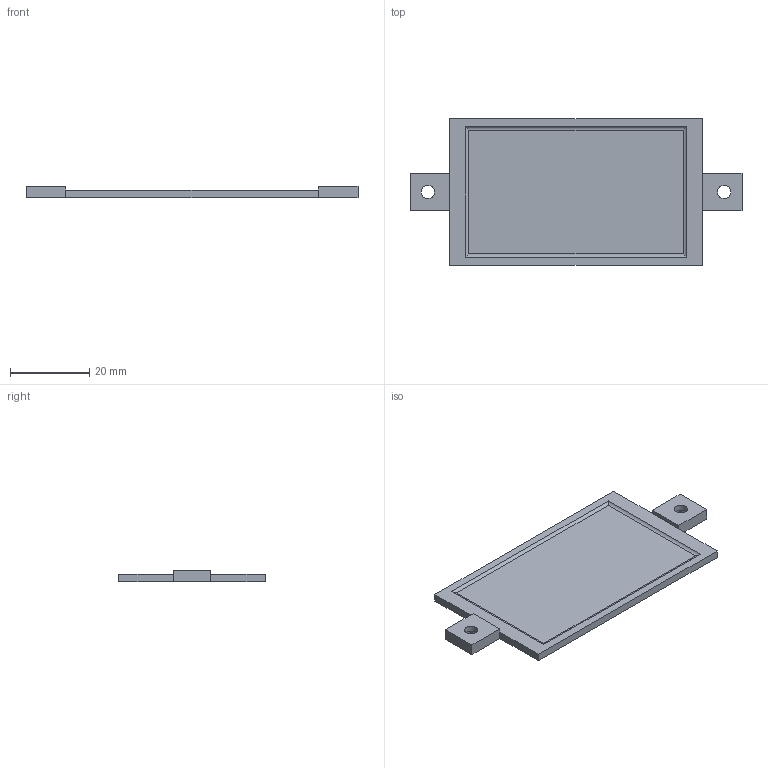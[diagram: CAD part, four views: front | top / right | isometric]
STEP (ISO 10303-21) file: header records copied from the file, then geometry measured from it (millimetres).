
FILE_DESCRIPTION(/* description */ (''),/* implementation_level */ '2;1');
FILE_NAME(/* name */ '',/* time_stamp */ '2025-10-14T10:00:18+08:00',/* author */ (''),/* organization */ (''),/* preprocessor_version */ 'ST-DEVELOPER v20.1',/* originating_system */ 'Autodesk Translation Framework v14.17.0.0',/* authorisation */ '');
FILE_SCHEMA (('AUTOMOTIVE_DESIGN { 1 0 10303 214 3 1 1 }'));
Length unit declared in the file: millimetre
Products named in the file (1): 电池盖
Bounding box: 84 x 37 x 3 mm (x, y, z)
Volume: 4292.9 mm3; surface area: 5762.9 mm2
Topology: 1 solids, 1 shells, 29 faces, 68 edges, 44 vertices
Faces by surface type: plane 21, cylinder 8
Full cylindrical faces by diameter (mm): 3.35 x2, 6 x2
Entity records: 863 total; most frequent: CARTESIAN_POINT 142, DIRECTION 140, ORIENTED_EDGE 136, EDGE_CURVE 68, LINE 56, VECTOR 56, VERTEX_POINT 44, AXIS2_PLACEMENT_3D 42
